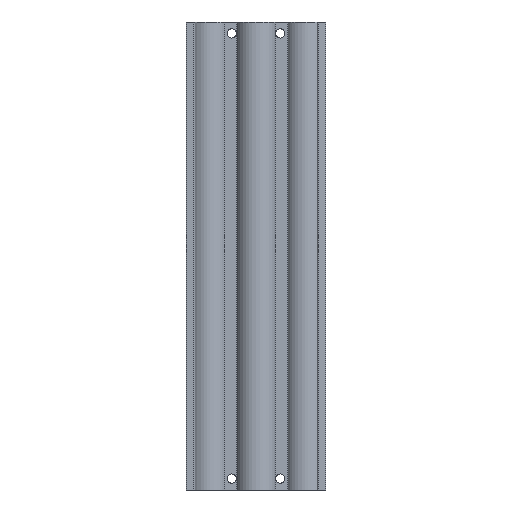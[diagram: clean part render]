
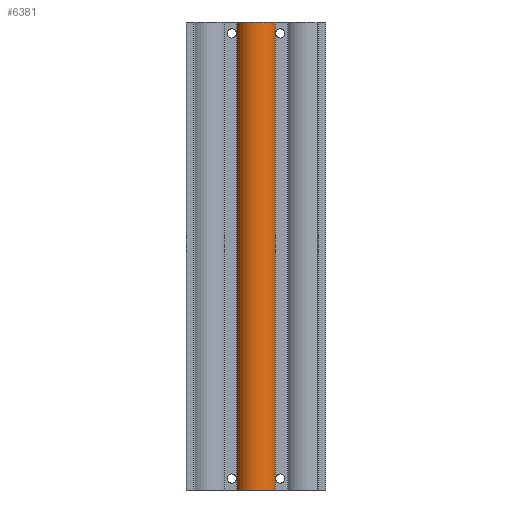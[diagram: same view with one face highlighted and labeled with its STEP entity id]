
A CAD part, front view. The second image highlights one B-rep face of the part: STEP entity #6381.
In plain terms, the highlighted cylindrical face has radius 14.3 mm (diameter 28.6 mm), a partial arc.
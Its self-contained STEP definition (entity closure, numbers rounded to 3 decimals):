
#259 = CARTESIAN_POINT ( 'NONE',  ( 13.397, -6.75, 328. ) ) ;
#313 = VERTEX_POINT ( 'NONE', #495 ) ;
#315 = CARTESIAN_POINT ( 'NONE',  ( 13.397, -6.75, 0. ) ) ;
#346 = VERTEX_POINT ( 'NONE', #493 ) ;
#493 = CARTESIAN_POINT ( 'NONE',  ( -13.397, -6.75, 0. ) ) ;
#495 = CARTESIAN_POINT ( 'NONE',  ( -13.397, -6.75, 328. ) ) ;
#670 = VERTEX_POINT ( 'NONE', #315 ) ;
#723 = VERTEX_POINT ( 'NONE', #259 ) ;
#4918 = VECTOR ( 'NONE', #18832, 1000. ) ;
#4919 = LINE ( 'NONE', #18834, #4918 ) ;
#4922 = VECTOR ( 'NONE', #18837, 1000. ) ;
#4925 = LINE ( 'NONE', #18841, #4922 ) ;
#5117 = CYLINDRICAL_SURFACE ( 'NONE', #8127, 14.3 ) ;
#5120 = FACE_OUTER_BOUND ( 'NONE', #25501, .T. ) ;
#5226 = CIRCLE ( 'NONE', #8261, 14.3 ) ;
#5896 = CIRCLE ( 'NONE', #8208, 14.3 ) ;
#6381 = ADVANCED_FACE ( 'NONE', ( #5120 ), #5117, .T. ) ;
#6692 = EDGE_CURVE ( 'NONE', #313, #723, #5896, .T. ) ;
#6837 = EDGE_CURVE ( 'NONE', #346, #670, #5226, .T. ) ;
#6920 = EDGE_CURVE ( 'NONE', #313, #346, #4925, .T. ) ;
#6921 = EDGE_CURVE ( 'NONE', #723, #670, #4919, .T. ) ;
#8127 = AXIS2_PLACEMENT_3D ( 'NONE', #9157, #9156, #9155 ) ;
#8208 = AXIS2_PLACEMENT_3D ( 'NONE', #26817, #26815, #26814 ) ;
#8261 = AXIS2_PLACEMENT_3D ( 'NONE', #19097, #19096, #19095 ) ;
#9155 = DIRECTION ( 'NONE',  ( -1., 0., 0. ) ) ;
#9156 = DIRECTION ( 'NONE',  ( 0., 0., -1. ) ) ;
#9157 = CARTESIAN_POINT ( 'NONE',  ( 0., -1.75, 328. ) ) ;
#18832 = DIRECTION ( 'NONE',  ( 0., 0., -1. ) ) ;
#18834 = CARTESIAN_POINT ( 'NONE',  ( 13.397, -6.75, 328. ) ) ;
#18837 = DIRECTION ( 'NONE',  ( 0., 0., -1. ) ) ;
#18841 = CARTESIAN_POINT ( 'NONE',  ( -13.397, -6.75, 328. ) ) ;
#19095 = DIRECTION ( 'NONE',  ( 1., 0., 0. ) ) ;
#19096 = DIRECTION ( 'NONE',  ( 0., 0., 1. ) ) ;
#19097 = CARTESIAN_POINT ( 'NONE',  ( 0., -1.75, 0. ) ) ;
#22158 = ORIENTED_EDGE ( 'NONE', *, *, #6837, .T. ) ;
#22161 = ORIENTED_EDGE ( 'NONE', *, *, #6692, .F. ) ;
#22162 = ORIENTED_EDGE ( 'NONE', *, *, #6921, .F. ) ;
#22163 = ORIENTED_EDGE ( 'NONE', *, *, #6920, .T. ) ;
#25501 = EDGE_LOOP ( 'NONE', ( #22158, #22162, #22161, #22163 ) ) ;
#26814 = DIRECTION ( 'NONE',  ( 1., 0., 0. ) ) ;
#26815 = DIRECTION ( 'NONE',  ( 0., 0., 1. ) ) ;
#26817 = CARTESIAN_POINT ( 'NONE',  ( 0., -1.75, 328. ) ) ;
